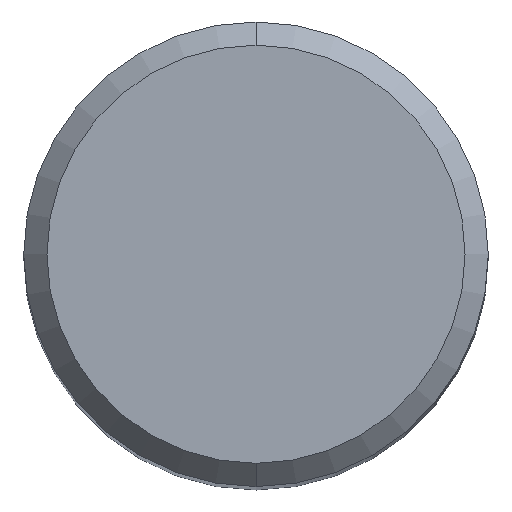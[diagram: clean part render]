
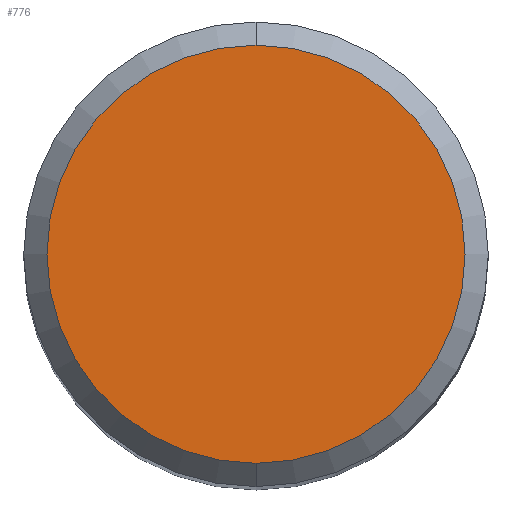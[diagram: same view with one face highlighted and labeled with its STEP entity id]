
A CAD part, top view. The second image highlights one B-rep face of the part: STEP entity #776.
In plain terms, the highlighted planar face has unit normal (0, 0, 1).
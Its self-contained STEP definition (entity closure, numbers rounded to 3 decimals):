
#622=VERTEX_POINT('',#1276);
#758=EDGE_CURVE('',#854,#622,#1423,.T.);
#776=ADVANCED_FACE('',(#1443),#1444,.T.);
#854=VERTEX_POINT('',#1531);
#868=EDGE_CURVE('',#622,#854,#1545,.T.);
#1276=CARTESIAN_POINT('',(0.0,7.2,0.0));
#1423=CIRCLE('',#7499,7.2);
#1443=FACE_OUTER_BOUND('',#7620,.T.);
#1444=PLANE('',#7621);
#1531=CARTESIAN_POINT('',(0.,-7.2,0.0));
#1545=CIRCLE('',#8174,7.2);
#7499=AXIS2_PLACEMENT_3D('',#10086,#10087,#10088);
#7620=EDGE_LOOP('',(#10109,#10110));
#7621=AXIS2_PLACEMENT_3D('',#10111,#10112,#10113);
#8174=AXIS2_PLACEMENT_3D('',#10220,#10221,#10222);
#10086=CARTESIAN_POINT('',(0.0,0.0,0.0));
#10087=DIRECTION('',(0.0,0.0,-1.0));
#10088=DIRECTION('',(0.0,1.0,0.0));
#10109=ORIENTED_EDGE('',*,*,#868,.F.);
#10110=ORIENTED_EDGE('',*,*,#758,.F.);
#10111=CARTESIAN_POINT('',(0.0,3.6,0.0));
#10112=DIRECTION('',(-0.0,0.0,1.0));
#10113=DIRECTION('',(0.0,-1.0,0.0));
#10220=CARTESIAN_POINT('',(0.0,0.0,0.0));
#10221=DIRECTION('',(0.0,0.0,-1.0));
#10222=DIRECTION('',(0.0,1.0,0.0));
